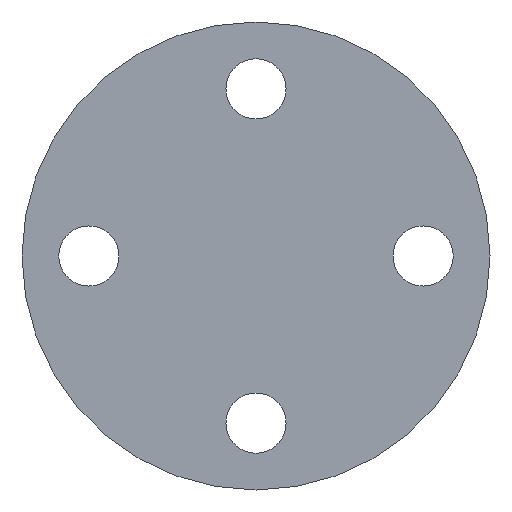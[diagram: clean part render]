
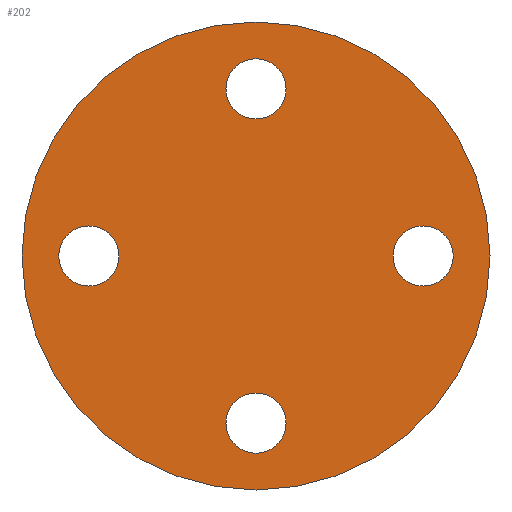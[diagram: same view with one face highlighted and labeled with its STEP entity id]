
A CAD part, front view. The second image highlights one B-rep face of the part: STEP entity #202.
In plain terms, the highlighted planar face has unit normal (0, -1, 0).
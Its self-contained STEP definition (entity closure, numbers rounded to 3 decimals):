
#5 = CIRCLE ( 'NONE', #398, 70. ) ;
#10 = EDGE_CURVE ( 'NONE', #88, #467, #354, .T. ) ;
#14 = DIRECTION ( 'NONE',  ( -1., 0., 0. ) ) ;
#19 = CIRCLE ( 'NONE', #451, 9. ) ;
#36 = VERTEX_POINT ( 'NONE', #152 ) ;
#37 = CIRCLE ( 'NONE', #114, 9. ) ;
#38 = EDGE_CURVE ( 'NONE', #400, #471, #248, .T. ) ;
#40 = AXIS2_PLACEMENT_3D ( 'NONE', #48, #269, #368 ) ;
#43 = CARTESIAN_POINT ( 'NONE',  ( 0., 0., 59. ) ) ;
#48 = CARTESIAN_POINT ( 'NONE',  ( 50., 0., 0. ) ) ;
#52 = DIRECTION ( 'NONE',  ( 0., 0., 1. ) ) ;
#59 = CIRCLE ( 'NONE', #294, 9. ) ;
#63 = DIRECTION ( 'NONE',  ( 0., 0., 1. ) ) ;
#69 = EDGE_LOOP ( 'NONE', ( #71, #289 ) ) ;
#71 = ORIENTED_EDGE ( 'NONE', *, *, #453, .T. ) ;
#76 = AXIS2_PLACEMENT_3D ( 'NONE', #87, #440, #468 ) ;
#79 = CARTESIAN_POINT ( 'NONE',  ( 50., 0., 0. ) ) ;
#85 = CARTESIAN_POINT ( 'NONE',  ( 0., 0., 41. ) ) ;
#87 = CARTESIAN_POINT ( 'NONE',  ( 0., 0., 50. ) ) ;
#88 = VERTEX_POINT ( 'NONE', #227 ) ;
#91 = CARTESIAN_POINT ( 'NONE',  ( 0., 0., 50. ) ) ;
#92 = ORIENTED_EDGE ( 'NONE', *, *, #38, .T. ) ;
#94 = CARTESIAN_POINT ( 'NONE',  ( -50., 0., 0. ) ) ;
#96 = AXIS2_PLACEMENT_3D ( 'NONE', #91, #241, #273 ) ;
#102 = EDGE_LOOP ( 'NONE', ( #92, #166 ) ) ;
#104 = ORIENTED_EDGE ( 'NONE', *, *, #139, .F. ) ;
#107 = CARTESIAN_POINT ( 'NONE',  ( 0., 0., -50. ) ) ;
#114 = AXIS2_PLACEMENT_3D ( 'NONE', #94, #457, #243 ) ;
#128 = VERTEX_POINT ( 'NONE', #338 ) ;
#131 = VERTEX_POINT ( 'NONE', #85 ) ;
#139 = EDGE_CURVE ( 'NONE', #467, #88, #5, .T. ) ;
#152 = CARTESIAN_POINT ( 'NONE',  ( 0., 0., -41. ) ) ;
#154 = FACE_BOUND ( 'NONE', #102, .T. ) ;
#160 = EDGE_CURVE ( 'NONE', #471, #400, #169, .T. ) ;
#166 = ORIENTED_EDGE ( 'NONE', *, *, #160, .T. ) ;
#169 = CIRCLE ( 'NONE', #270, 9. ) ;
#171 = VERTEX_POINT ( 'NONE', #43 ) ;
#174 = ORIENTED_EDGE ( 'NONE', *, *, #357, .T. ) ;
#175 = CARTESIAN_POINT ( 'NONE',  ( 0., 0., 70. ) ) ;
#176 = EDGE_CURVE ( 'NONE', #178, #366, #59, .T. ) ;
#178 = VERTEX_POINT ( 'NONE', #306 ) ;
#184 = CARTESIAN_POINT ( 'NONE',  ( -41., 0., 0. ) ) ;
#190 = ORIENTED_EDGE ( 'NONE', *, *, #10, .F. ) ;
#195 = CARTESIAN_POINT ( 'NONE',  ( -50., 0., 0. ) ) ;
#202 = ADVANCED_FACE ( 'NONE', ( #265, #301, #154, #449, #304 ), #411, .F. ) ;
#206 = CARTESIAN_POINT ( 'NONE',  ( 0., 0., -50. ) ) ;
#207 = AXIS2_PLACEMENT_3D ( 'NONE', #107, #399, #63 ) ;
#216 = ORIENTED_EDGE ( 'NONE', *, *, #176, .T. ) ;
#225 = DIRECTION ( 'NONE',  ( 0., 0., 1. ) ) ;
#227 = CARTESIAN_POINT ( 'NONE',  ( 0., 0., -70. ) ) ;
#231 = CARTESIAN_POINT ( 'NONE',  ( 0., 0., 0. ) ) ;
#241 = DIRECTION ( 'NONE',  ( 0., 1., 0. ) ) ;
#243 = DIRECTION ( 'NONE',  ( 1., 0., 0. ) ) ;
#245 = CIRCLE ( 'NONE', #96, 9. ) ;
#248 = CIRCLE ( 'NONE', #40, 9. ) ;
#252 = CARTESIAN_POINT ( 'NONE',  ( 0., 0., 0. ) ) ;
#265 = FACE_BOUND ( 'NONE', #383, .T. ) ;
#269 = DIRECTION ( 'NONE',  ( 0., 1., 0. ) ) ;
#270 = AXIS2_PLACEMENT_3D ( 'NONE', #79, #369, #14 ) ;
#273 = DIRECTION ( 'NONE',  ( 0., 0., -1. ) ) ;
#283 = EDGE_LOOP ( 'NONE', ( #397, #174 ) ) ;
#284 = CIRCLE ( 'NONE', #76, 9. ) ;
#285 = EDGE_CURVE ( 'NONE', #366, #178, #37, .T. ) ;
#289 = ORIENTED_EDGE ( 'NONE', *, *, #309, .T. ) ;
#294 = AXIS2_PLACEMENT_3D ( 'NONE', #195, #307, #340 ) ;
#298 = ORIENTED_EDGE ( 'NONE', *, *, #285, .T. ) ;
#301 = FACE_BOUND ( 'NONE', #283, .T. ) ;
#304 = FACE_OUTER_BOUND ( 'NONE', #322, .T. ) ;
#306 = CARTESIAN_POINT ( 'NONE',  ( -59., 0., 0. ) ) ;
#307 = DIRECTION ( 'NONE',  ( 0., 1., 0. ) ) ;
#309 = EDGE_CURVE ( 'NONE', #128, #36, #19, .T. ) ;
#315 = EDGE_CURVE ( 'NONE', #131, #171, #245, .T. ) ;
#322 = EDGE_LOOP ( 'NONE', ( #190, #104 ) ) ;
#326 = CARTESIAN_POINT ( 'NONE',  ( 59., 0., 0. ) ) ;
#338 = CARTESIAN_POINT ( 'NONE',  ( 0., 0., -59. ) ) ;
#340 = DIRECTION ( 'NONE',  ( 1., 0., 0. ) ) ;
#341 = DIRECTION ( 'NONE',  ( 0., 1., 0. ) ) ;
#345 = CARTESIAN_POINT ( 'NONE',  ( 0., 0., 0. ) ) ;
#351 = AXIS2_PLACEMENT_3D ( 'NONE', #345, #380, #52 ) ;
#354 = CIRCLE ( 'NONE', #431, 70. ) ;
#357 = EDGE_CURVE ( 'NONE', #171, #131, #284, .T. ) ;
#366 = VERTEX_POINT ( 'NONE', #184 ) ;
#368 = DIRECTION ( 'NONE',  ( -1., 0., 0. ) ) ;
#369 = DIRECTION ( 'NONE',  ( 0., 1., 0. ) ) ;
#371 = DIRECTION ( 'NONE',  ( 0., 0., 1. ) ) ;
#380 = DIRECTION ( 'NONE',  ( 0., 1., 0. ) ) ;
#383 = EDGE_LOOP ( 'NONE', ( #298, #216 ) ) ;
#397 = ORIENTED_EDGE ( 'NONE', *, *, #315, .T. ) ;
#398 = AXIS2_PLACEMENT_3D ( 'NONE', #231, #341, #371 ) ;
#399 = DIRECTION ( 'NONE',  ( 0., 1., 0. ) ) ;
#400 = VERTEX_POINT ( 'NONE', #401 ) ;
#401 = CARTESIAN_POINT ( 'NONE',  ( 41., 0., 0. ) ) ;
#405 = DIRECTION ( 'NONE',  ( 0., 1., 0. ) ) ;
#411 = PLANE ( 'NONE',  #351 ) ;
#412 = CIRCLE ( 'NONE', #207, 9. ) ;
#421 = DIRECTION ( 'NONE',  ( 0., 1., 0. ) ) ;
#431 = AXIS2_PLACEMENT_3D ( 'NONE', #252, #405, #225 ) ;
#440 = DIRECTION ( 'NONE',  ( 0., 1., 0. ) ) ;
#449 = FACE_BOUND ( 'NONE', #69, .T. ) ;
#451 = AXIS2_PLACEMENT_3D ( 'NONE', #206, #421, #462 ) ;
#453 = EDGE_CURVE ( 'NONE', #36, #128, #412, .T. ) ;
#457 = DIRECTION ( 'NONE',  ( 0., 1., 0. ) ) ;
#462 = DIRECTION ( 'NONE',  ( 0., 0., 1. ) ) ;
#467 = VERTEX_POINT ( 'NONE', #175 ) ;
#468 = DIRECTION ( 'NONE',  ( 0., 0., -1. ) ) ;
#471 = VERTEX_POINT ( 'NONE', #326 ) ;
